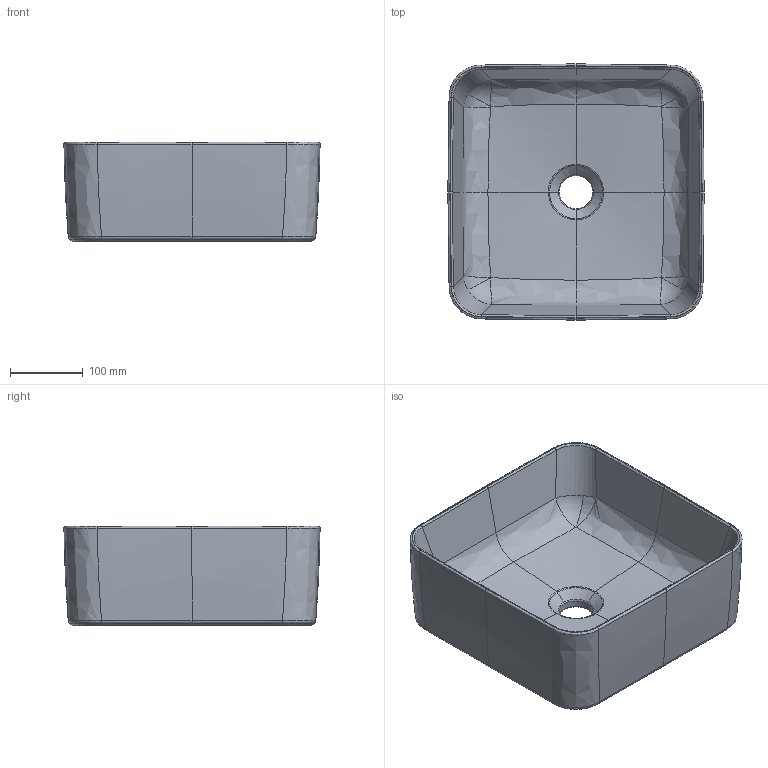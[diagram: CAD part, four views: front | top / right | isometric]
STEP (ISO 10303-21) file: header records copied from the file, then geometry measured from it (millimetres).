
FILE_DESCRIPTION (( 'STEP AP214' ), '1' );
FILE_NAME ('SI035SCB.STEP', '2020-10-30T15:40:55', ( '' ), ( '' ), 'SwSTEP 2.0', 'SolidWorks 2019', '' );
FILE_SCHEMA (( 'AUTOMOTIVE_DESIGN' ));
Length unit declared in the file: millimetre
Products named in the file (1): SI035SCB
Bounding box: 352.9 x 352.9 x 137 mm (x, y, z)
Volume: 4283333.6 mm3; surface area: 511844.9 mm2
Topology: 1 solids, 1 shells, 280 faces, 640 edges, 348 vertices
Faces by surface type: bspline 244, plane 12, cone 12, torus 10, cylinder 2
Entity records: 37390 total; most frequent: CARTESIAN_POINT 33032, ORIENTED_EDGE 1256, EDGE_CURVE 628, B_SPLINE_CURVE_WITH_KNOTS 431, DIRECTION 364, VERTEX_POINT 348, EDGE_LOOP 280, FACE_OUTER_BOUND 280
